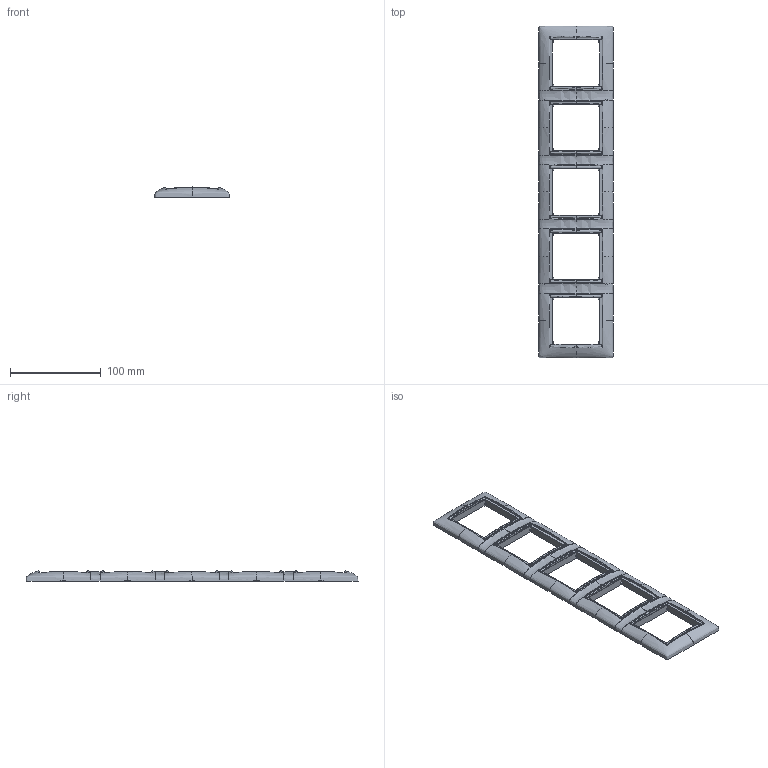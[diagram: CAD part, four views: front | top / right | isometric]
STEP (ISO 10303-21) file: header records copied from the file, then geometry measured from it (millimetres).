
FILE_DESCRIPTION (( 'STEP AP214' ), '1' );
FILE_NAME ('774455.STEP', '2025-09-02T10:46:56', ( '' ), ( '' ), 'SwSTEP 2.0', 'SolidWorks 2022', '' );
FILE_SCHEMA (( 'AUTOMOTIVE_DESIGN' ));
Products named in the file (1): 774455
Bounding box: 82 x 366 x 11.07 mm (x, y, z)
Volume: 133971 mm3; surface area: 51156.5 mm2
Topology: 1 solids, 11 shells, 992 faces, 2708 edges, 1748 vertices
Faces by surface type: bspline 480, plane 340, cylinder 152, cone 20
Entity records: 71761 total; most frequent: CARTESIAN_POINT 51336, ORIENTED_EDGE 5416, EDGE_CURVE 2708, DIRECTION 2262, VERTEX_POINT 1748, B_SPLINE_CURVE_WITH_KNOTS 1528, EDGE_LOOP 1012, ADVANCED_FACE 992
